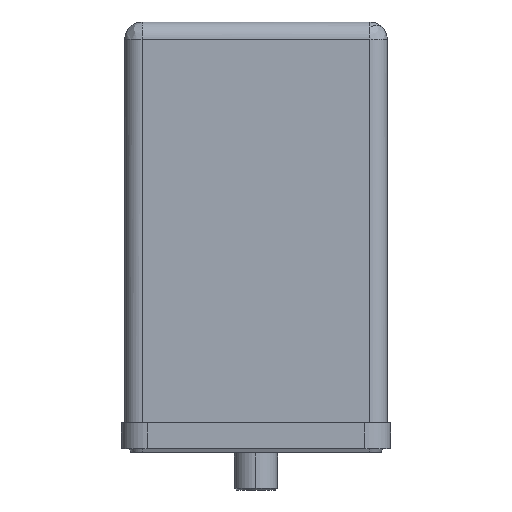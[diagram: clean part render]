
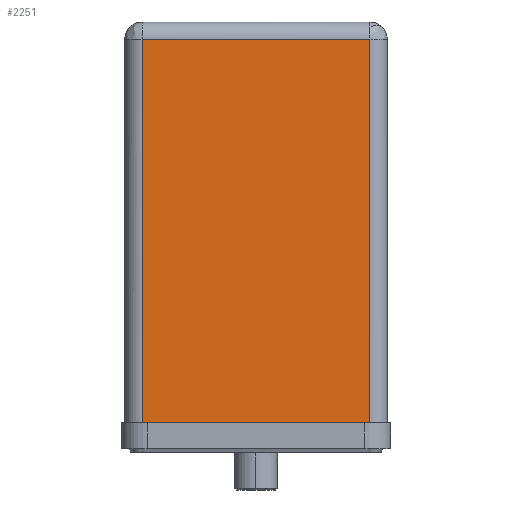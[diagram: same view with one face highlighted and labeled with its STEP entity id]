
A CAD part, left-side view. The second image highlights one B-rep face of the part: STEP entity #2251.
In plain terms, the highlighted planar face has unit normal (-1, 0, 0).
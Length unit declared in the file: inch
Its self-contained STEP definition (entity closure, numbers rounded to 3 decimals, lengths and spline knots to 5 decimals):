
#229 = LINE ( 'NONE', #11288, #10773 ) ;
#546 = EDGE_LOOP ( 'NONE', ( #5938, #9063, #1820, #10086 ) ) ;
#1421 = CARTESIAN_POINT ( 'NONE',  ( -0.29921, 0.51969, 0.33071 ) ) ;
#1456 = DIRECTION ( 'NONE',  ( 0., 0., 1. ) ) ;
#1765 = PLANE ( 'NONE',  #3908 ) ;
#1820 = ORIENTED_EDGE ( 'NONE', *, *, #9450, .F. ) ;
#2173 = EDGE_CURVE ( 'NONE', #3440, #6386, #9565, .T. ) ;
#2251 = ADVANCED_FACE ( 'NONE', ( #11686 ), #1765, .T. ) ;
#2372 = DIRECTION ( 'NONE',  ( 0., 0., -1. ) ) ;
#2439 = CARTESIAN_POINT ( 'NONE',  ( -0.29921, 0.62992, 0.37008 ) ) ;
#2524 = LINE ( 'NONE', #4650, #10643 ) ;
#2717 = CARTESIAN_POINT ( 'NONE',  ( -0.29921, 0.62992, -0.54331 ) ) ;
#2832 = CARTESIAN_POINT ( 'NONE',  ( -0.29921, 0.66929, 0.37008 ) ) ;
#2894 = DIRECTION ( 'NONE',  ( 0., 0., 1. ) ) ;
#3148 = VECTOR ( 'NONE', #8443, 39.37008 ) ;
#3440 = VERTEX_POINT ( 'NONE', #5315 ) ;
#3484 = LINE ( 'NONE', #1421, #3148 ) ;
#3908 = AXIS2_PLACEMENT_3D ( 'NONE', #2832, #8974, #2894 ) ;
#4650 = CARTESIAN_POINT ( 'NONE',  ( -0.29921, 0.11024, 0.37008 ) ) ;
#4733 = CARTESIAN_POINT ( 'NONE',  ( -0.29921, 0.11024, -0.54331 ) ) ;
#5315 = CARTESIAN_POINT ( 'NONE',  ( -0.29921, 0.62992, 0.33071 ) ) ;
#5938 = ORIENTED_EDGE ( 'NONE', *, *, #12685, .T. ) ;
#6135 = DIRECTION ( 'NONE',  ( 0., -1., 0. ) ) ;
#6386 = VERTEX_POINT ( 'NONE', #2717 ) ;
#8443 = DIRECTION ( 'NONE',  ( 0., -1., 0. ) ) ;
#8692 = EDGE_CURVE ( 'NONE', #12224, #11515, #2524, .T. ) ;
#8974 = DIRECTION ( 'NONE',  ( -1., 0., 0. ) ) ;
#8988 = CARTESIAN_POINT ( 'NONE',  ( -0.29921, 0.11024, 0.33071 ) ) ;
#9063 = ORIENTED_EDGE ( 'NONE', *, *, #8692, .T. ) ;
#9450 = EDGE_CURVE ( 'NONE', #3440, #11515, #3484, .T. ) ;
#9565 = LINE ( 'NONE', #2439, #12757 ) ;
#10086 = ORIENTED_EDGE ( 'NONE', *, *, #2173, .T. ) ;
#10643 = VECTOR ( 'NONE', #1456, 39.37008 ) ;
#10773 = VECTOR ( 'NONE', #6135, 39.37008 ) ;
#11288 = CARTESIAN_POINT ( 'NONE',  ( -0.29921, 0.66929, -0.54331 ) ) ;
#11515 = VERTEX_POINT ( 'NONE', #8988 ) ;
#11686 = FACE_OUTER_BOUND ( 'NONE', #546, .T. ) ;
#12224 = VERTEX_POINT ( 'NONE', #4733 ) ;
#12685 = EDGE_CURVE ( 'NONE', #6386, #12224, #229, .T. ) ;
#12757 = VECTOR ( 'NONE', #2372, 39.37008 ) ;
